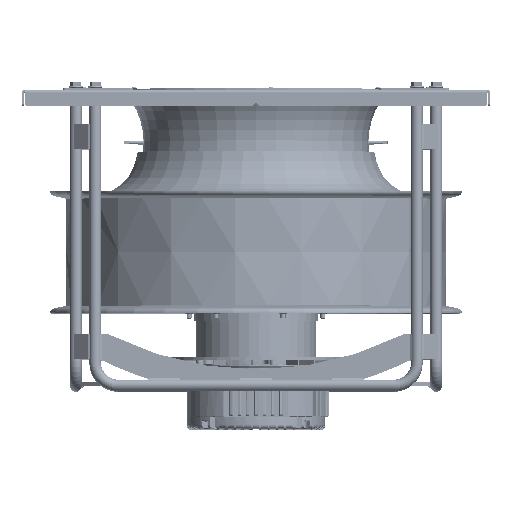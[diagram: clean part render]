
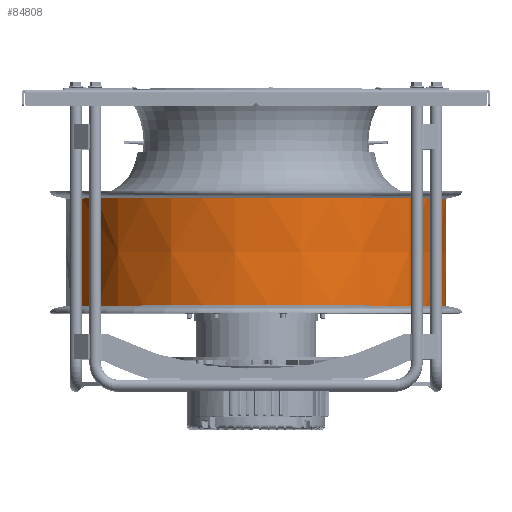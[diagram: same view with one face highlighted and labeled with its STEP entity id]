
A CAD part, top view. The second image highlights one B-rep face of the part: STEP entity #84808.
In plain terms, the highlighted conical face has half-angle 0.297 degrees and reference radius 296.995 mm.
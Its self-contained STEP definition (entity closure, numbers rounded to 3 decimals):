
#84127=CARTESIAN_POINT('',(0.,0.,0.));
#84128=DIRECTION('',(0.,1.,0.));
#84129=DIRECTION('',(0.,0.,1.));
#84130=AXIS2_PLACEMENT_3D('',#84127,#84128,#84129);
#84137=CARTESIAN_POINT('',(0.,167.095,0.));
#84138=DIRECTION('',(0.,1.,0.));
#84139=DIRECTION('',(0.,0.,1.));
#84140=AXIS2_PLACEMENT_3D('',#84137,#84138,#84139);
#84142=DIRECTION('',(0.,-1.,
-0.005));
#84143=VECTOR('',#84142,167.097);
#84144=CARTESIAN_POINT('',(0.,167.095,
297.428));
#84145=LINE('',#84144,#84143);
#84146=DIRECTION('',(0.,-1.,0.005));
#84147=VECTOR('',#84146,167.097);
#84148=CARTESIAN_POINT('',(0.,167.095,
-297.428));
#84149=LINE('',#84148,#84147);
#84465=CARTESIAN_POINT('',(0.,167.095,297.428));
#84466=CARTESIAN_POINT('',(0.,167.095,
-297.428));
#84467=VERTEX_POINT('',#84465);
#84468=VERTEX_POINT('',#84466);
#84497=CARTESIAN_POINT('',(0.,0.,
296.562));
#84498=VERTEX_POINT('',#84497);
#84499=CARTESIAN_POINT('',(0.,0.,
-296.562));
#84500=VERTEX_POINT('',#84499);
#84794=CARTESIAN_POINT('',(0.,83.547,0.));
#84795=DIRECTION('',(0.,1.,0.));
#84796=DIRECTION('',(0.,0.,-1.));
#84797=AXIS2_PLACEMENT_3D('',#84794,#84795,#84796);
#84798=CONICAL_SURFACE('',#84797,296.995,0.297);
#84800=ORIENTED_EDGE('',*,*,#84799,.F.);
#84802=ORIENTED_EDGE('',*,*,#84801,.T.);
#84804=ORIENTED_EDGE('',*,*,#84803,.T.);
#84805=ORIENTED_EDGE('',*,*,#84784,.F.);
#84806=EDGE_LOOP('',(#84800,#84802,#84804,#84805));
#84807=FACE_OUTER_BOUND('',#84806,.F.);
#84808=ADVANCED_FACE('',(#84807),#84798,.T.);
#84131=CIRCLE('',#84130,296.562);
#84141=CIRCLE('',#84140,297.428);
#84784=EDGE_CURVE('',#84498,#84500,#84131,.T.);
#84799=EDGE_CURVE('',#84467,#84498,#84145,.T.);
#84801=EDGE_CURVE('',#84467,#84468,#84141,.T.);
#84803=EDGE_CURVE('',#84468,#84500,#84149,.T.);
